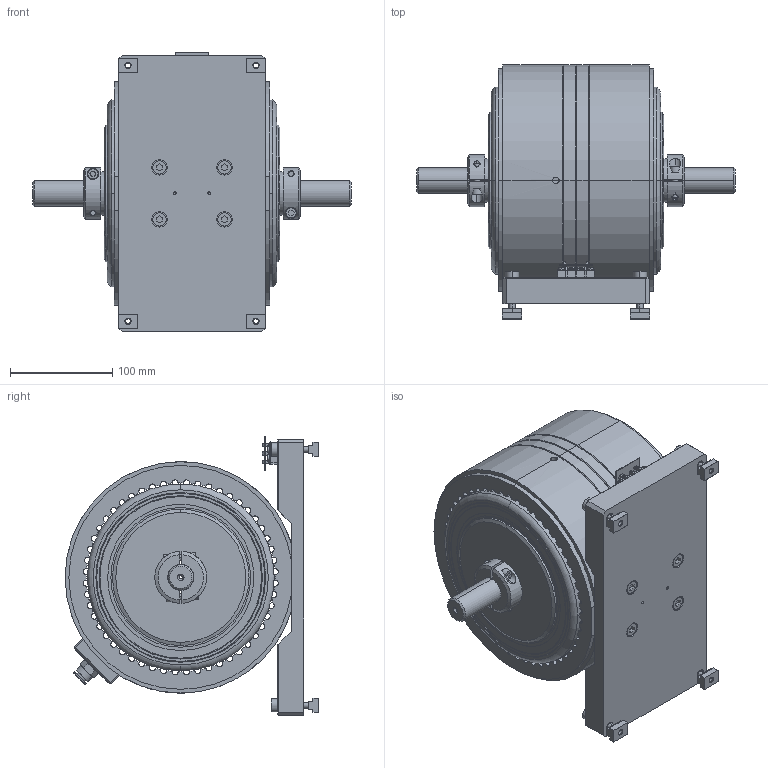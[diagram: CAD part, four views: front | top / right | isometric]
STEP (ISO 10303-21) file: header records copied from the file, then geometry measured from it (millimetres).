
FILE_DESCRIPTION (( 'STEP AP214' ), '1' );
FILE_NAME ('AHB-24_F_EF.STEP', '2014-03-13T18:06:06', ( 'magtrol' ), ( '' ), 'SwSTEP 2.0', 'SolidWorks 2014', '' );
FILE_SCHEMA (( 'AUTOMOTIVE_DESIGN' ));
Length unit declared in the file: inch
Products named in the file (1): AHB-24_F_EF
Bounding box: 311.66 x 248.03 x 272.67 mm (x, y, z)
Surface area: 437173 mm2 (no closed solid volume)
Topology: 0 solids, 57 shells, 868 faces, 3297 edges, 2462 vertices
Faces by surface type: cylinder 365, plane 350, cone 124, torus 15, bspline 14
Entity records: 48334 total; most frequent: CARTESIAN_POINT 10094, DIRECTION 5611, ORIENTED_EDGE 4826, EDGE_CURVE 3297, VERTEX_POINT 2462, AXIS2_PLACEMENT_3D 2005, LINE 1601, VECTOR 1601
